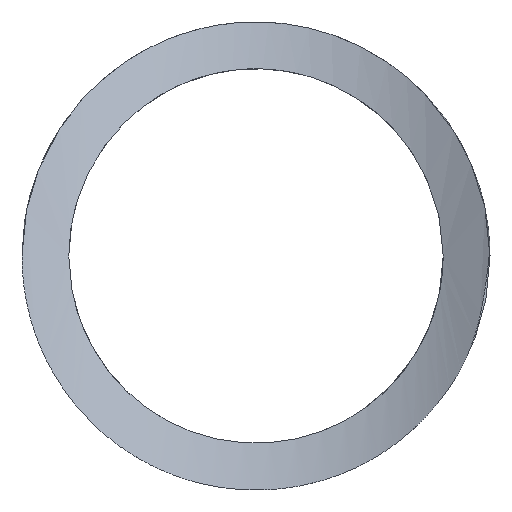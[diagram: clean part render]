
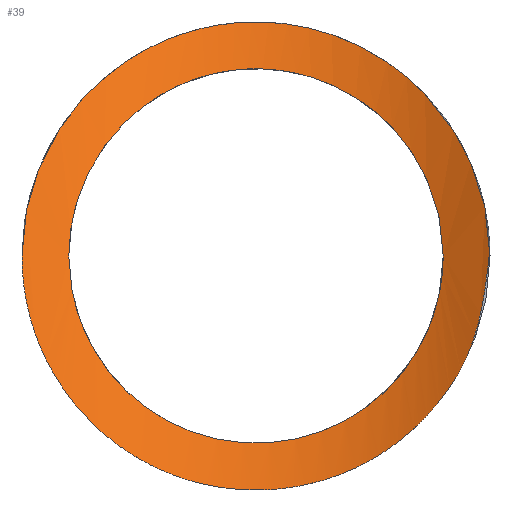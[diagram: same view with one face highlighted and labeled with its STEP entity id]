
A CAD part, left-side view. The second image highlights one B-rep face of the part: STEP entity #39.
In plain terms, the highlighted cylindrical face has radius 12.5 mm (diameter 25 mm), a partial arc.
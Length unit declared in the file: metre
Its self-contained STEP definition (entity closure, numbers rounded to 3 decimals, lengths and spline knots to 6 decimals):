
#39=ADVANCED_FACE('0:33',(#74,#75),#76,.F.);
#74=FACE_OUTER_BOUND('',#102,.T.);
#75=FACE_BOUND('',#103,.T.);
#76=CYLINDRICAL_SURFACE('',#104,0.0125);
#102=EDGE_LOOP('',(#143,#144));
#103=EDGE_LOOP('',(#145,#146));
#104=AXIS2_PLACEMENT_3D('',#147,#148,#149);
#143=ORIENTED_EDGE('',*,*,#175,.T.);
#144=ORIENTED_EDGE('',*,*,#161,.T.);
#145=ORIENTED_EDGE('',*,*,#168,.F.);
#146=ORIENTED_EDGE('',*,*,#170,.F.);
#147=CARTESIAN_POINT('',(0.017999,0.0,0.017999));
#148=DIRECTION('',(-0.707,-0.0,-0.707));
#149=DIRECTION('',(0.0,-1.0,0.0));
#161=EDGE_CURVE('',#182,#179,#183,.T.);
#168=EDGE_CURVE('0:39',#193,#189,#195,.T.);
#170=EDGE_CURVE('',#189,#193,#197,.T.);
#175=EDGE_CURVE('0:48',#179,#182,#202,.T.);
#179=VERTEX_POINT('',#206);
#182=VERTEX_POINT('',#210);
#183=B_SPLINE_CURVE_WITH_KNOTS('',5,(#211,#212,#213,#214,#215,#216,#217,#218,#219,#220,#221,#222,#223,#224,#225,#226,#227,#228,#229,#230,#231),.UNSPECIFIED.,.F.,.F.,(6,3,3,3,3,3,6),(-36.487058,-30.427348,-24.972721,-19.353612,-12.759104,-8.196351,0.),.UNSPECIFIED.);
#189=VERTEX_POINT('',#270);
#193=VERTEX_POINT('',#292);
#195=B_SPLINE_CURVE_WITH_KNOTS('',3,(#295,#296,#297,#298,#299,#300,#301,#302,#303,#304,#305,#306,#307,#308,#309,#310,#311,#312,#313,#314,#315,#316),.UNSPECIFIED.,.F.,.F.,(4,2,2,2,2,2,2,2,1,1,2,4),(0.0,6.78554,11.309233,13.571079,15.832926,18.094772,20.356619,22.618465,24.880312,27.142158,31.665851,36.189544),.UNSPECIFIED.);
#197=B_SPLINE_CURVE_WITH_KNOTS('',3,(#318,#319,#320,#321,#322,#323,#324,#325,#326,#327,#328,#329,#330,#331,#332,#333,#334,#335),.UNSPECIFIED.,.F.,.F.,(4,2,2,2,2,2,2,2,4),(36.189544,39.907458,43.625372,47.343286,51.061201,54.779115,58.497029,62.214943,65.932857),.UNSPECIFIED.);
#202=B_SPLINE_CURVE_WITH_KNOTS('',5,(#385,#386,#387,#388,#389,#390,#391,#392,#393,#394,#395,#396,#397,#398,#399,#400,#401,#402,#403,#404,#405,#406,#407,#408,#409,#410,#411,#412,#413,#414),.UNSPECIFIED.,.F.,.F.,(6,3,3,3,3,3,3,3,3,6),(-83.513636,-75.169851,-70.74012,-65.101731,-61.280052,-58.633029,-55.640311,-48.988387,-38.717078,-36.487058),.UNSPECIFIED.);
#206=CARTESIAN_POINT('',(0.014142,-0.0075,0.));
#210=CARTESIAN_POINT('',(0.014142,0.0075,0.));
#211=CARTESIAN_POINT('',(0.014142,0.0075,0.));
#212=CARTESIAN_POINT('',(0.013539,0.0075,-0.000603));
#213=CARTESIAN_POINT('',(0.012968,0.007439,-0.001238));
#214=CARTESIAN_POINT('',(0.012439,0.007305,-0.001911));
#215=CARTESIAN_POINT('',(0.011568,0.006867,-0.003229));
#216=CARTESIAN_POINT('',(0.010972,0.006053,-0.004516));
#217=CARTESIAN_POINT('',(0.010756,0.00558,-0.005095));
#218=CARTESIAN_POINT('',(0.010429,0.004461,-0.006151));
#219=CARTESIAN_POINT('',(0.010274,0.003087,-0.006904));
#220=CARTESIAN_POINT('',(0.010225,0.002342,-0.007192));
#221=CARTESIAN_POINT('',(0.010162,0.000656,-0.007595));
#222=CARTESIAN_POINT('',(0.010177,-0.001082,-0.007509));
#223=CARTESIAN_POINT('',(0.010203,-0.002008,-0.007317));
#224=CARTESIAN_POINT('',(0.010294,-0.003494,-0.006754));
#225=CARTESIAN_POINT('',(0.010526,-0.004765,-0.005844));
#226=CARTESIAN_POINT('',(0.010651,-0.005241,-0.00542));
#227=CARTESIAN_POINT('',(0.011109,-0.006417,-0.004124));
#228=CARTESIAN_POINT('',(0.011902,-0.007137,-0.002633));
#229=CARTESIAN_POINT('',(0.012569,-0.007389,-0.00169));
#230=CARTESIAN_POINT('',(0.014958,-0.0075,0.000816));
#231=CARTESIAN_POINT('',(0.014142,-0.0075,0.));
#270=CARTESIAN_POINT('',(0.015508,0.006,0.));
#292=CARTESIAN_POINT('',(0.015508,-0.006,0.));
#295=CARTESIAN_POINT('',(0.015508,-0.006,0.));
#296=CARTESIAN_POINT('',(0.016637,-0.006,0.001129));
#297=CARTESIAN_POINT('',(0.017894,-0.0057,0.00214));
#298=CARTESIAN_POINT('',(0.019936,-0.004832,0.003623));
#299=CARTESIAN_POINT('',(0.020743,-0.004384,0.004166));
#300=CARTESIAN_POINT('',(0.021861,-0.003503,0.004886));
#301=CARTESIAN_POINT('',(0.022217,-0.003173,0.00511));
#302=CARTESIAN_POINT('',(0.022858,-0.00242,0.005507));
#303=CARTESIAN_POINT('',(0.023144,-0.001995,0.00568));
#304=CARTESIAN_POINT('',(0.023557,-0.001046,0.005928));
#305=CARTESIAN_POINT('',(0.02368,-0.000518,0.006001));
#306=CARTESIAN_POINT('',(0.023676,0.000546,0.005999));
#307=CARTESIAN_POINT('',(0.023549,0.001072,0.005924));
#308=CARTESIAN_POINT('',(0.023131,0.002017,0.005672));
#309=CARTESIAN_POINT('',(0.022844,0.00244,0.005498));
#310=CARTESIAN_POINT('',(0.022202,0.003189,0.0051));
#311=CARTESIAN_POINT('',(0.021488,0.003846,0.004651));
#312=CARTESIAN_POINT('',(0.01993,0.004873,0.003624));
#313=CARTESIAN_POINT('',(0.018693,0.005385,0.002735));
#314=CARTESIAN_POINT('',(0.017066,0.005863,0.001448));
#315=CARTESIAN_POINT('',(0.01626,0.006,0.000752));
#316=CARTESIAN_POINT('',(0.015508,0.006,0.));
#318=CARTESIAN_POINT('',(0.015508,0.006,0.));
#319=CARTESIAN_POINT('',(0.01489,0.006,-0.000618));
#320=CARTESIAN_POINT('',(0.014306,0.005905,-0.001279));
#321=CARTESIAN_POINT('',(0.013292,0.005441,-0.002628));
#322=CARTESIAN_POINT('',(0.012865,0.005066,-0.003316));
#323=CARTESIAN_POINT('',(0.012224,0.004004,-0.004542));
#324=CARTESIAN_POINT('',(0.012007,0.003316,-0.005075));
#325=CARTESIAN_POINT('',(0.011736,0.001747,-0.005805));
#326=CARTESIAN_POINT('',(0.011677,0.00087,-0.006001));
#327=CARTESIAN_POINT('',(0.011678,-0.00088,-0.005999));
#328=CARTESIAN_POINT('',(0.011737,-0.001754,-0.005803));
#329=CARTESIAN_POINT('',(0.012008,-0.003319,-0.005072));
#330=CARTESIAN_POINT('',(0.012226,-0.004008,-0.004538));
#331=CARTESIAN_POINT('',(0.012868,-0.005069,-0.003311));
#332=CARTESIAN_POINT('',(0.013293,-0.005442,-0.002626));
#333=CARTESIAN_POINT('',(0.014306,-0.005905,-0.001278));
#334=CARTESIAN_POINT('',(0.01489,-0.006,-0.000618));
#335=CARTESIAN_POINT('',(0.015508,-0.006,0.));
#385=CARTESIAN_POINT('',(0.014142,-0.0075,0.));
#386=CARTESIAN_POINT('',(0.014973,-0.0075,0.00083));
#387=CARTESIAN_POINT('',(0.015864,-0.007385,0.0016));
#388=CARTESIAN_POINT('',(0.016782,-0.007189,0.002312));
#389=CARTESIAN_POINT('',(0.018208,-0.006777,0.003335));
#390=CARTESIAN_POINT('',(0.019631,-0.006187,0.004265));
#391=CARTESIAN_POINT('',(0.020121,-0.005961,0.004576));
#392=CARTESIAN_POINT('',(0.021226,-0.005394,0.00526));
#393=CARTESIAN_POINT('',(0.02229,-0.004692,0.005887));
#394=CARTESIAN_POINT('',(0.022864,-0.004252,0.006217));
#395=CARTESIAN_POINT('',(0.023777,-0.003414,0.006733));
#396=CARTESIAN_POINT('',(0.024511,-0.002371,0.007137));
#397=CARTESIAN_POINT('',(0.02477,-0.001909,0.007279));
#398=CARTESIAN_POINT('',(0.0251,-0.001064,0.007458));
#399=CARTESIAN_POINT('',(0.025201,-0.000154,0.007513));
#400=CARTESIAN_POINT('',(0.025198,0.000221,0.007511));
#401=CARTESIAN_POINT('',(0.025097,0.001012,0.007457));
#402=CARTESIAN_POINT('',(0.024825,0.001751,0.007309));
#403=CARTESIAN_POINT('',(0.02464,0.002121,0.007208));
#404=CARTESIAN_POINT('',(0.023955,0.003236,0.006832));
#405=CARTESIAN_POINT('',(0.023036,0.004127,0.006317));
#406=CARTESIAN_POINT('',(0.022362,0.004654,0.005931));
#407=CARTESIAN_POINT('',(0.020572,0.005829,0.004877));
#408=CARTESIAN_POINT('',(0.01867,0.006632,0.00366));
#409=CARTESIAN_POINT('',(0.017519,0.007011,0.002871));
#410=CARTESIAN_POINT('',(0.016128,0.007348,0.001825));
#411=CARTESIAN_POINT('',(0.014821,0.007476,0.000653));
#412=CARTESIAN_POINT('',(0.01459,0.007492,0.00044));
#413=CARTESIAN_POINT('',(0.014364,0.0075,0.000222));
#414=CARTESIAN_POINT('',(0.014142,0.0075,0.));
